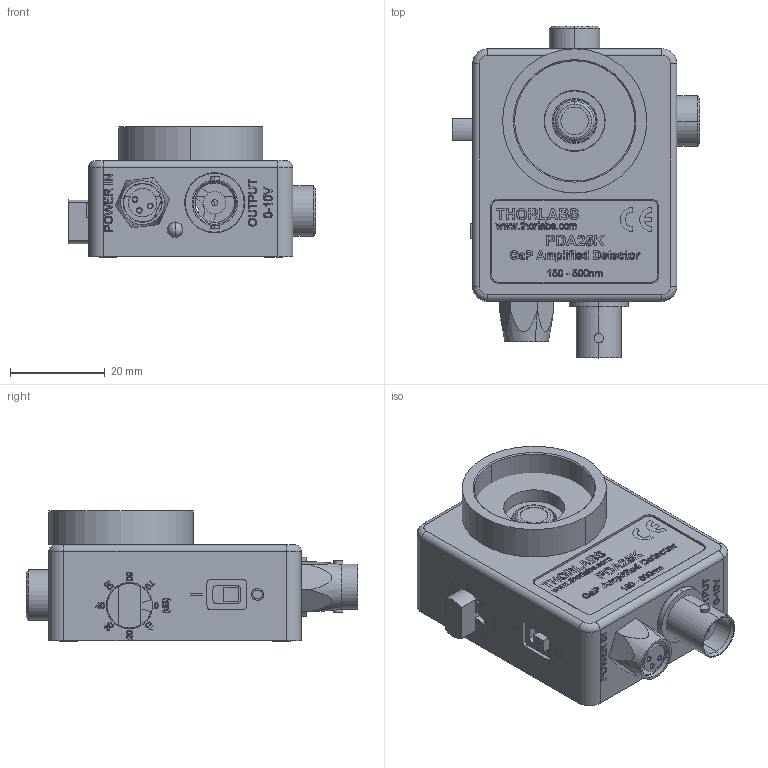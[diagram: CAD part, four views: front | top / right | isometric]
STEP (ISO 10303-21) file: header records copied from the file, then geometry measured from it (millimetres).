
FILE_DESCRIPTION (( 'STEP AP203' ), '1' );
FILE_NAME ('13050-E0W.STEP', '2011-06-29T13:10:35', ( 'Admin' ), ( 'Thorlabs, Inc.' ), 'SwSTEP 2.0', 'SolidWorks 2011', '' );
FILE_SCHEMA (( 'CONFIG_CONTROL_DESIGN' ));
Products named in the file (1): 13050-E0W
Bounding box: 52.27 x 70.13 x 27.47 mm (x, y, z)
Surface area: 17214.9 mm2 (no closed solid volume)
Topology: 0 solids, 116 shells, 525 faces, 3292 edges, 2861 vertices
Faces by surface type: plane 337, cylinder 87, bspline 67, cone 24, torus 8, sphere 2
Entity records: 49552 total; most frequent: CARTESIAN_POINT 27572, ORIENTED_EDGE 4075, EDGE_CURVE 3288, DIRECTION 3264, VERTEX_POINT 2859, VECTOR 1740, LINE 1740, B_SPLINE_CURVE_WITH_KNOTS 1245
